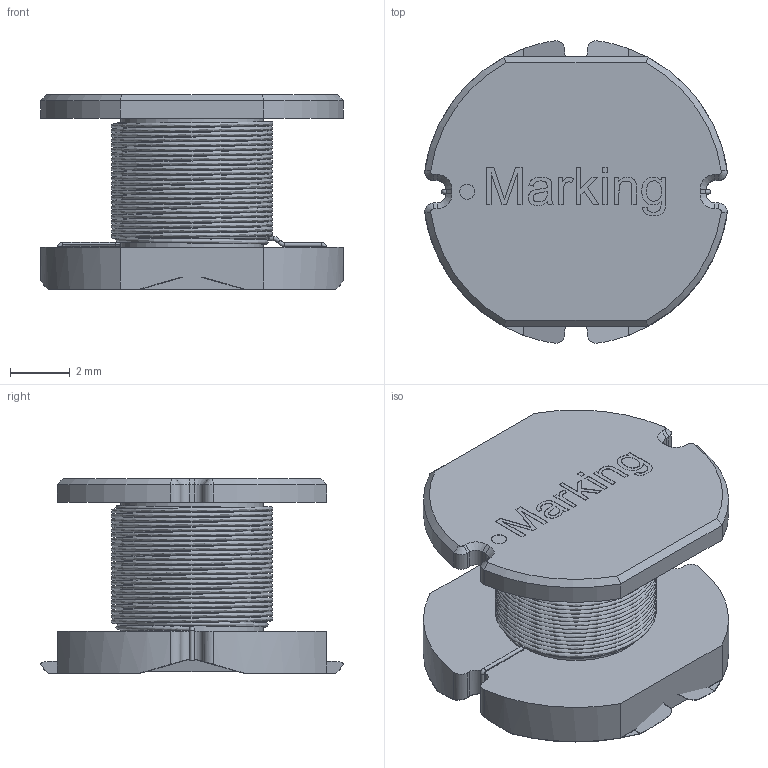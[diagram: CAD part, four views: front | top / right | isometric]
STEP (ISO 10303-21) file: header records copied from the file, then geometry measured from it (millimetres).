
FILE_DESCRIPTION( ( 'Unknown' ), '1' );
FILE_NAME( 'WE-ASI_1_Typ_M_(Aktuator).stp', 'Unknown', ( 'Unknown' ), ( 'Unknown' ), 'PSStep 13.0', 'Unknown', ' ' );
FILE_SCHEMA( ( 'AUTOMOTIVE_DESIGN { 1 0 10303 214 1 1 1 1 }' ) );
Length unit declared in the file: millimetre
Products named in the file (5): Assem1; M-Kern; L飆fl踄he
Bounding box: 10.1 x 10.1 x 6.51 mm (x, y, z)
Volume: 501 mm3; surface area: 1698 mm2
Topology: 8 solids, 8 shells, 404 faces, 1044 edges, 680 vertices
Faces by surface type: plane 242, cylinder 82, extrusion 32, cone 24, bspline 14, torus 10
Full cylindrical faces by diameter (mm): 0.14 x6, 0.5 x2, 4.76 x2
Entity records: 12804 total; most frequent: CARTESIAN_POINT 6482, ORIENTED_EDGE 1010, DIRECTION 853, EDGE_CURVE 505, VERTEX_POINT 338, AXIS2_PLACEMENT_3D 295, VECTOR 263, LINE 247
